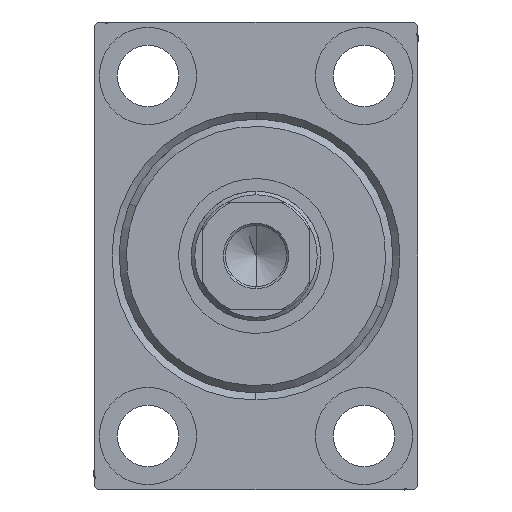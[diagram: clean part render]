
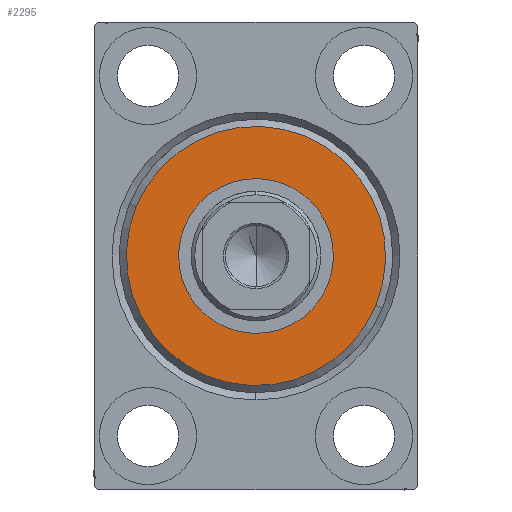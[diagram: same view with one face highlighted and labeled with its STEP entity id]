
A CAD part, left-side view. The second image highlights one B-rep face of the part: STEP entity #2295.
In plain terms, the highlighted face is planar.
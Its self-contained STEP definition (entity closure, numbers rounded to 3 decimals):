
#1113 = DIRECTION ( 'NONE',  ( 1., 0., 0. ) ) ;
#1862 = DIRECTION ( 'NONE',  ( 0., 0., -1. ) ) ;
#2229 = CIRCLE ( 'NONE', #19981, 10.75 ) ;
#2295 = ADVANCED_FACE ( 'NONE', ( #22699, #4908 ), #30039, .T. ) ;
#4556 = AXIS2_PLACEMENT_3D ( 'NONE', #13343, #40717, #16225 ) ;
#4908 = FACE_BOUND ( 'NONE', #27559, .T. ) ;
#7154 = CARTESIAN_POINT ( 'NONE',  ( 3., 0., -18. ) ) ;
#8556 = CARTESIAN_POINT ( 'NONE',  ( 3., 0., 0. ) ) ;
#11337 = CIRCLE ( 'NONE', #42609, 10.75 ) ;
#11457 = AXIS2_PLACEMENT_3D ( 'NONE', #8556, #32372, #1862 ) ;
#13343 = CARTESIAN_POINT ( 'NONE',  ( 3., 0., 0. ) ) ;
#14085 = CARTESIAN_POINT ( 'NONE',  ( 3., 0., 0. ) ) ;
#16225 = DIRECTION ( 'NONE',  ( 0., 0., -1. ) ) ;
#17599 = CARTESIAN_POINT ( 'NONE',  ( 3., 0., 0. ) ) ;
#19109 = ORIENTED_EDGE ( 'NONE', *, *, #40046, .T. ) ;
#19981 = AXIS2_PLACEMENT_3D ( 'NONE', #14085, #27667, #27440 ) ;
#20661 = ORIENTED_EDGE ( 'NONE', *, *, #35495, .T. ) ;
#20693 = AXIS2_PLACEMENT_3D ( 'NONE', #17599, #1113, #34967 ) ;
#20923 = ORIENTED_EDGE ( 'NONE', *, *, #40891, .T. ) ;
#22247 = VERTEX_POINT ( 'NONE', #7154 ) ;
#22699 = FACE_OUTER_BOUND ( 'NONE', #41349, .T. ) ;
#27440 = DIRECTION ( 'NONE',  ( 0., 0., -1. ) ) ;
#27559 = EDGE_LOOP ( 'NONE', ( #37848, #20923 ) ) ;
#27667 = DIRECTION ( 'NONE',  ( -1., 0., 0. ) ) ;
#27826 = VERTEX_POINT ( 'NONE', #39991 ) ;
#29800 = DIRECTION ( 'NONE',  ( 0., 0., -1. ) ) ;
#30039 = PLANE ( 'NONE',  #4556 ) ;
#30507 = EDGE_CURVE ( 'NONE', #37913, #27826, #11337, .T. ) ;
#32372 = DIRECTION ( 'NONE',  ( 1., 0., 0. ) ) ;
#33220 = CARTESIAN_POINT ( 'NONE',  ( 3., 0., 10.75 ) ) ;
#34967 = DIRECTION ( 'NONE',  ( 0., 0., -1. ) ) ;
#35495 = EDGE_CURVE ( 'NONE', #22247, #35615, #42029, .T. ) ;
#35606 = CIRCLE ( 'NONE', #11457, 18. ) ;
#35615 = VERTEX_POINT ( 'NONE', #39605 ) ;
#37848 = ORIENTED_EDGE ( 'NONE', *, *, #30507, .T. ) ;
#37913 = VERTEX_POINT ( 'NONE', #33220 ) ;
#39605 = CARTESIAN_POINT ( 'NONE',  ( 3., 0., 18. ) ) ;
#39991 = CARTESIAN_POINT ( 'NONE',  ( 3., 0., -10.75 ) ) ;
#40046 = EDGE_CURVE ( 'NONE', #35615, #22247, #35606, .T. ) ;
#40476 = DIRECTION ( 'NONE',  ( -1., 0., 0. ) ) ;
#40717 = DIRECTION ( 'NONE',  ( 1., 0., 0. ) ) ;
#40891 = EDGE_CURVE ( 'NONE', #27826, #37913, #2229, .T. ) ;
#41349 = EDGE_LOOP ( 'NONE', ( #19109, #20661 ) ) ;
#42029 = CIRCLE ( 'NONE', #20693, 18. ) ;
#42609 = AXIS2_PLACEMENT_3D ( 'NONE', #43161, #40476, #29800 ) ;
#43161 = CARTESIAN_POINT ( 'NONE',  ( 3., 0., 0. ) ) ;
